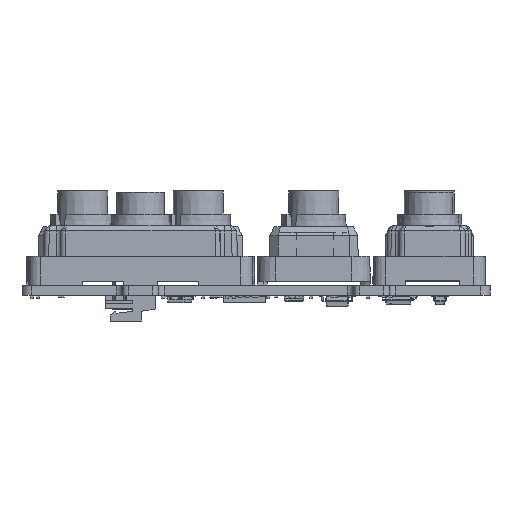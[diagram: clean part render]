
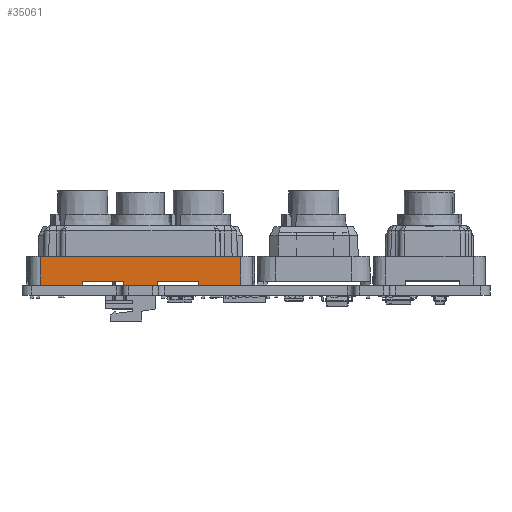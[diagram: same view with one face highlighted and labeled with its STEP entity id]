
A CAD part, front view. The second image highlights one B-rep face of the part: STEP entity #35061.
In plain terms, the highlighted face is planar.
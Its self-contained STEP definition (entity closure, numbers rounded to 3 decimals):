
#678=PLANE('',#37216);
#2171=LINE('',#49614,#6409);
#2174=LINE('',#49619,#6412);
#2178=LINE('',#49625,#6416);
#2197=LINE('',#49666,#6435);
#2201=LINE('',#49675,#6439);
#2271=LINE('',#50289,#6509);
#2306=LINE('',#50386,#6544);
#2307=LINE('',#50391,#6545);
#2340=LINE('',#50750,#6578);
#2344=LINE('',#50761,#6582);
#2345=LINE('',#50762,#6583);
#2346=LINE('',#50763,#6584);
#6409=VECTOR('',#39931,10.);
#6412=VECTOR('',#39936,10.);
#6416=VECTOR('',#39942,10.);
#6435=VECTOR('',#39973,10.);
#6439=VECTOR('',#39979,10.);
#6509=VECTOR('',#40185,10.);
#6544=VECTOR('',#40266,10.);
#6545=VECTOR('',#40271,10.);
#6578=VECTOR('',#40368,10.);
#6582=VECTOR('',#40380,10.);
#6583=VECTOR('',#40381,10.);
#6584=VECTOR('',#40382,10.);
#11004=FACE_OUTER_BOUND('',#12887,.T.);
#12887=EDGE_LOOP('',(#24190,#24191,#24192,#24193,#24194,#24195,#24196,#24197,
#24198,#24199,#24200,#24201));
#15507=VERTEX_POINT('',#49612);
#15508=VERTEX_POINT('',#49613);
#15509=VERTEX_POINT('',#49618);
#15510=VERTEX_POINT('',#49623);
#15525=VERTEX_POINT('',#49663);
#15526=VERTEX_POINT('',#49665);
#15529=VERTEX_POINT('',#49672);
#15530=VERTEX_POINT('',#49674);
#15602=VERTEX_POINT('',#50288);
#15629=VERTEX_POINT('',#50385);
#15630=VERTEX_POINT('',#50389);
#15631=VERTEX_POINT('',#50390);
#18699=EDGE_CURVE('',#15507,#15508,#2171,.T.);
#18702=EDGE_CURVE('',#15508,#15509,#2174,.T.);
#18706=EDGE_CURVE('',#15509,#15510,#2178,.T.);
#18725=EDGE_CURVE('',#15526,#15525,#2197,.T.);
#18729=EDGE_CURVE('',#15530,#15529,#2201,.T.);
#18841=EDGE_CURVE('',#15602,#15526,#2271,.T.);
#18888=EDGE_CURVE('',#15629,#15602,#2306,.T.);
#18890=EDGE_CURVE('',#15630,#15631,#2307,.T.);
#18935=EDGE_CURVE('',#15629,#15630,#2340,.T.);
#18941=EDGE_CURVE('',#15525,#15507,#2344,.T.);
#18942=EDGE_CURVE('',#15510,#15530,#2345,.T.);
#18943=EDGE_CURVE('',#15529,#15631,#2346,.T.);
#24190=ORIENTED_EDGE('',*,*,#18935,.F.);
#24191=ORIENTED_EDGE('',*,*,#18888,.T.);
#24192=ORIENTED_EDGE('',*,*,#18841,.T.);
#24193=ORIENTED_EDGE('',*,*,#18725,.T.);
#24194=ORIENTED_EDGE('',*,*,#18941,.T.);
#24195=ORIENTED_EDGE('',*,*,#18699,.T.);
#24196=ORIENTED_EDGE('',*,*,#18702,.T.);
#24197=ORIENTED_EDGE('',*,*,#18706,.T.);
#24198=ORIENTED_EDGE('',*,*,#18942,.T.);
#24199=ORIENTED_EDGE('',*,*,#18729,.T.);
#24200=ORIENTED_EDGE('',*,*,#18943,.T.);
#24201=ORIENTED_EDGE('',*,*,#18890,.F.);
#35061=ADVANCED_FACE('',(#11004),#678,.T.);
#37216=AXIS2_PLACEMENT_3D('',#50760,#40378,#40379);
#39931=DIRECTION('',(0.,0.01,-1.));
#39936=DIRECTION('',(-1.,0.,0.));
#39942=DIRECTION('',(0.,-0.01,1.));
#39973=DIRECTION('',(0.,-0.01,1.));
#39979=DIRECTION('',(0.,0.01,-1.));
#40185=DIRECTION('',(-1.,0.,0.));
#40266=DIRECTION('',(0.,0.01,-1.));
#40271=DIRECTION('',(0.,0.01,-1.));
#40368=DIRECTION('',(-1.,0.,0.));
#40378=DIRECTION('center_axis',(0.,1.,
0.01));
#40379=DIRECTION('ref_axis',(0.,-0.01,1.));
#40380=DIRECTION('',(-1.,0.,0.));
#40381=DIRECTION('',(-1.,0.,0.));
#40382=DIRECTION('',(-1.,0.,0.));
#49612=CARTESIAN_POINT('',(2.75,9.243,0.7));
#49613=CARTESIAN_POINT('',(2.75,9.25,0.));
#49614=CARTESIAN_POINT('',(2.75,9.243,0.7));
#49618=CARTESIAN_POINT('',(-2.75,9.25,0.));
#49619=CARTESIAN_POINT('',(2.75,9.25,0.));
#49623=CARTESIAN_POINT('',(-2.75,9.243,0.7));
#49625=CARTESIAN_POINT('',(-2.75,9.25,0.));
#49663=CARTESIAN_POINT('',(9.55,9.243,0.7));
#49665=CARTESIAN_POINT('',(9.55,9.25,0.));
#49666=CARTESIAN_POINT('',(9.55,9.25,0.));
#49672=CARTESIAN_POINT('',(-9.55,9.25,0.));
#49674=CARTESIAN_POINT('',(-9.55,9.243,0.7));
#49675=CARTESIAN_POINT('',(-9.55,9.243,0.7));
#50288=CARTESIAN_POINT('',(16.5,9.25,0.));
#50289=CARTESIAN_POINT('',(16.5,9.25,0.));
#50385=CARTESIAN_POINT('',(16.5,9.2,4.75));
#50386=CARTESIAN_POINT('',(16.5,9.2,4.75));
#50389=CARTESIAN_POINT('',(-16.5,9.2,4.75));
#50390=CARTESIAN_POINT('',(-16.5,9.25,0.));
#50391=CARTESIAN_POINT('',(-16.5,9.2,4.75));
#50750=CARTESIAN_POINT('',(16.5,9.2,4.75));
#50760=CARTESIAN_POINT('Origin',(-16.5,9.225,2.375));
#50761=CARTESIAN_POINT('',(9.55,9.243,0.7));
#50762=CARTESIAN_POINT('',(-2.75,9.243,0.7));
#50763=CARTESIAN_POINT('',(-9.55,9.25,0.));
